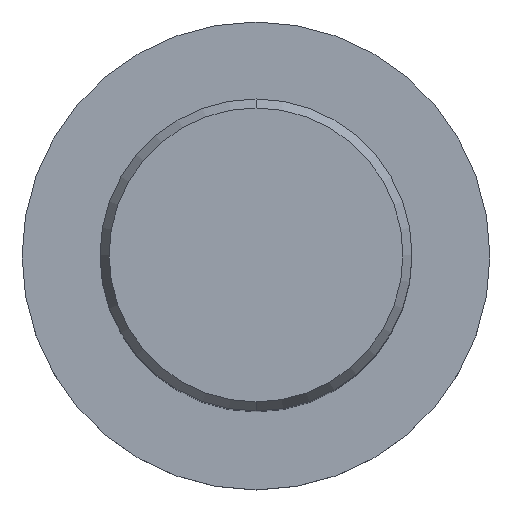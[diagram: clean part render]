
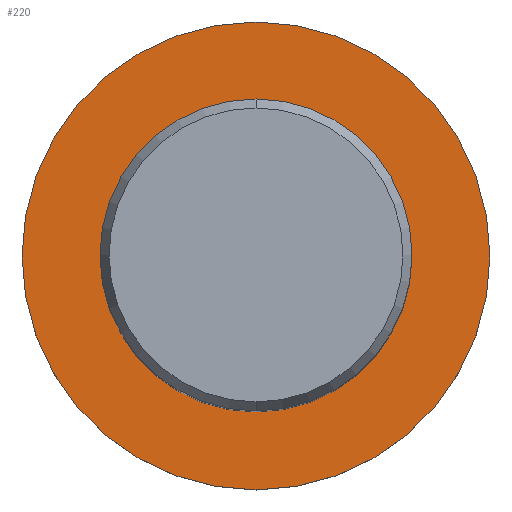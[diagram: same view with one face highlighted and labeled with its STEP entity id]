
A CAD part, top view. The second image highlights one B-rep face of the part: STEP entity #220.
In plain terms, the highlighted planar face has unit normal (0, 0, 1).
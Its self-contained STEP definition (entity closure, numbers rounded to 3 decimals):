
#182=VERTEX_POINT('',#471);
#204=EDGE_CURVE('',#182,#242,#495,.T.);
#210=VERTEX_POINT('',#501);
#220=ADVANCED_FACE('',(#512,#513),#514,.T.);
#242=VERTEX_POINT('',#539);
#248=EDGE_CURVE('',#344,#210,#545,.T.);
#344=VERTEX_POINT('',#652);
#364=EDGE_CURVE('',#210,#344,#672,.T.);
#396=EDGE_CURVE('',#242,#182,#706,.T.);
#471=CARTESIAN_POINT('',(0.0,16.0,-60.0));
#495=CIRCLE('',#904,16.0);
#501=CARTESIAN_POINT('',(0.0,24.0,-60.0));
#512=FACE_BOUND('',#934,.T.);
#513=FACE_OUTER_BOUND('',#935,.T.);
#514=PLANE('',#936);
#539=CARTESIAN_POINT('',(0.,-16.0,-60.0));
#545=CIRCLE('',#1019,24.0);
#652=CARTESIAN_POINT('',(0.,-24.0,-60.0));
#672=CIRCLE('',#1251,24.0);
#706=CIRCLE('',#1347,16.0);
#904=AXIS2_PLACEMENT_3D('',#1480,#1481,#1482);
#934=EDGE_LOOP('',(#1496,#1497));
#935=EDGE_LOOP('',(#1498,#1499));
#936=AXIS2_PLACEMENT_3D('',#1500,#1501,#1502);
#1019=AXIS2_PLACEMENT_3D('',#1535,#1536,#1537);
#1251=AXIS2_PLACEMENT_3D('',#1677,#1678,#1679);
#1347=AXIS2_PLACEMENT_3D('',#1704,#1705,#1706);
#1480=CARTESIAN_POINT('',(0.0,0.0,-60.0));
#1481=DIRECTION('',(-0.0,0.0,-1.0));
#1482=DIRECTION('',(0.0,1.0,0.0));
#1496=ORIENTED_EDGE('',*,*,#204,.T.);
#1497=ORIENTED_EDGE('',*,*,#396,.T.);
#1498=ORIENTED_EDGE('',*,*,#364,.F.);
#1499=ORIENTED_EDGE('',*,*,#248,.F.);
#1500=CARTESIAN_POINT('',(0.0,12.0,-60.0));
#1501=DIRECTION('',(-0.0,0.0,1.0));
#1502=DIRECTION('',(0.0,-1.0,0.0));
#1535=CARTESIAN_POINT('',(0.0,0.0,-60.0));
#1536=DIRECTION('',(0.0,0.0,-1.0));
#1537=DIRECTION('',(0.0,1.0,0.0));
#1677=CARTESIAN_POINT('',(0.0,0.0,-60.0));
#1678=DIRECTION('',(0.0,0.0,-1.0));
#1679=DIRECTION('',(0.0,1.0,0.0));
#1704=CARTESIAN_POINT('',(0.0,0.0,-60.0));
#1705=DIRECTION('',(-0.0,0.0,-1.0));
#1706=DIRECTION('',(0.0,1.0,0.0));
